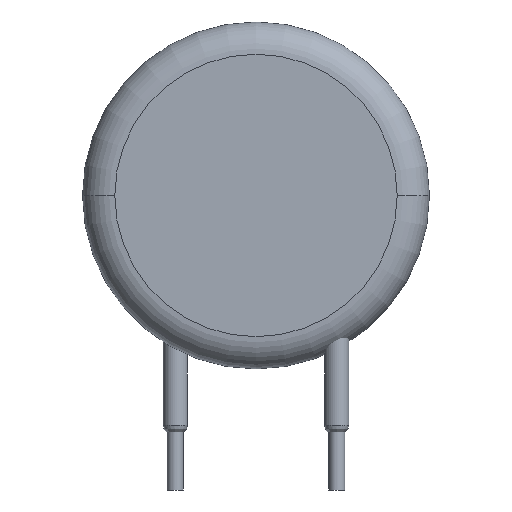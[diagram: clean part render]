
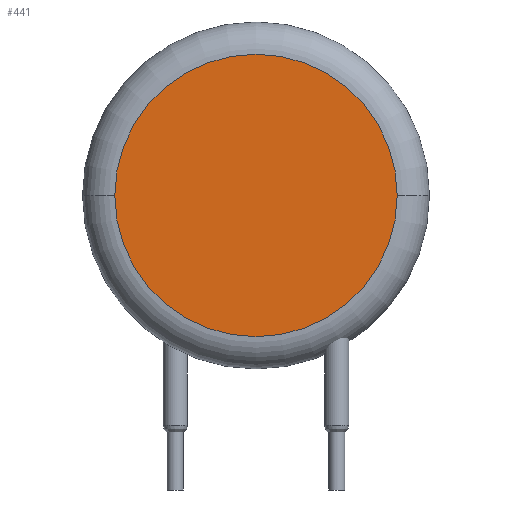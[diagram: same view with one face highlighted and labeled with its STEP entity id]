
A CAD part, front view. The second image highlights one B-rep face of the part: STEP entity #441.
In plain terms, the highlighted planar face has unit normal (0, -1, 0).
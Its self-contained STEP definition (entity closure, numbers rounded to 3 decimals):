
#257=CARTESIAN_POINT('',(8.75,-2.45,14.75));
#258=VERTEX_POINT('',#257);
#268=CARTESIAN_POINT('',(-8.75,-2.45,14.75));
#269=VERTEX_POINT('',#268);
#270=CARTESIAN_POINT('',(0.0,-2.45,14.75));
#271=DIRECTION('',(0.0,1.0,0.0));
#272=DIRECTION('',(-1.0,0.0,0.0));
#273=AXIS2_PLACEMENT_3D('',#270,#271,#272);
#274=CIRCLE('',#273,8.75);
#275=EDGE_CURVE('',#258,#269,#274,.T.);
#422=CARTESIAN_POINT('',(0.0,-2.45,14.75));
#423=DIRECTION('',(0.0,1.0,0.0));
#424=DIRECTION('',(-1.0,0.0,0.0));
#425=AXIS2_PLACEMENT_3D('',#422,#423,#424);
#426=CIRCLE('',#425,8.75);
#427=EDGE_CURVE('',#269,#258,#426,.T.);
#432=CARTESIAN_POINT('',(0.0,-2.45,14.75));
#433=DIRECTION('',(0.0,-1.0,0.0));
#434=DIRECTION('',(1.0,0.0,0.0));
#435=AXIS2_PLACEMENT_3D('',#432,#433,#434);
#436=PLANE('',#435);
#437=ORIENTED_EDGE('',*,*,#275,.F.);
#438=ORIENTED_EDGE('',*,*,#427,.F.);
#439=EDGE_LOOP('',(#437,#438));
#440=FACE_OUTER_BOUND('',#439,.T.);
#441=ADVANCED_FACE('',(#440),#436,.T.);
